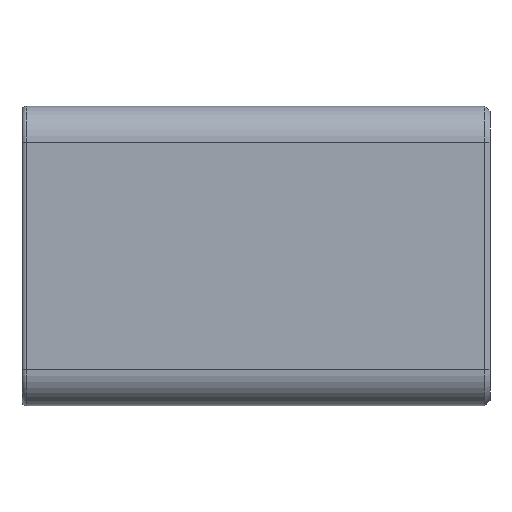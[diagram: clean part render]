
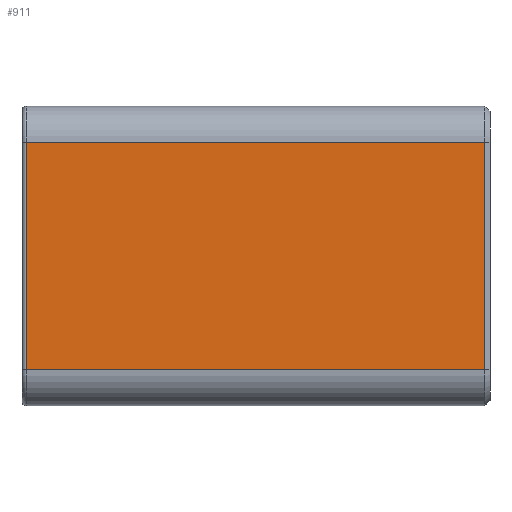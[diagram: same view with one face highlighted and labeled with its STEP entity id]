
A CAD part, left-side view. The second image highlights one B-rep face of the part: STEP entity #911.
In plain terms, the highlighted planar face has unit normal (-1, 0, 0).
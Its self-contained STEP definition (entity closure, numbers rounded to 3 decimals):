
#138=FACE_OUTER_BOUND('',#200,.T.);
#200=EDGE_LOOP('',(#707,#708,#709,#710));
#249=LINE('',#1389,#326);
#265=LINE('',#1557,#342);
#272=LINE('',#1597,#349);
#273=LINE('',#1599,#350);
#326=VECTOR('',#1093,10.);
#342=VECTOR('',#1137,10.);
#349=VECTOR('',#1190,10.);
#350=VECTOR('',#1193,10.);
#400=VERTEX_POINT('',#1379);
#402=VERTEX_POINT('',#1385);
#418=VERTEX_POINT('',#1550);
#421=VERTEX_POINT('',#1555);
#479=EDGE_CURVE('',#400,#402,#249,.T.);
#509=EDGE_CURVE('',#421,#418,#265,.T.);
#530=EDGE_CURVE('',#418,#400,#272,.T.);
#531=EDGE_CURVE('',#402,#421,#273,.T.);
#707=ORIENTED_EDGE('',*,*,#479,.F.);
#708=ORIENTED_EDGE('',*,*,#530,.F.);
#709=ORIENTED_EDGE('',*,*,#509,.F.);
#710=ORIENTED_EDGE('',*,*,#531,.F.);
#872=PLANE('',#1005);
#911=ADVANCED_FACE('',(#138),#872,.T.);
#1005=AXIS2_PLACEMENT_3D('',#1598,#1191,#1192);
#1093=DIRECTION('',(0.,0.,-1.));
#1137=DIRECTION('',(0.,0.,1.));
#1190=DIRECTION('',(0.,-1.,0.));
#1191=DIRECTION('center_axis',(-1.,0.,0.));
#1192=DIRECTION('ref_axis',(0.,1.,0.));
#1193=DIRECTION('',(0.,1.,0.));
#1379=CARTESIAN_POINT('',(30.,-291.5,-7.));
#1385=CARTESIAN_POINT('',(30.,-291.5,-51.));
#1389=CARTESIAN_POINT('',(30.,-291.5,0.));
#1550=CARTESIAN_POINT('',(30.,-202.8,-7.));
#1555=CARTESIAN_POINT('',(30.,-202.8,-51.));
#1557=CARTESIAN_POINT('',(30.,-202.8,0.));
#1597=CARTESIAN_POINT('',(30.,-269.875,-7.));
#1598=CARTESIAN_POINT('Origin',(30.,-292.5,0.));
#1599=CARTESIAN_POINT('',(30.,-269.875,-51.));
